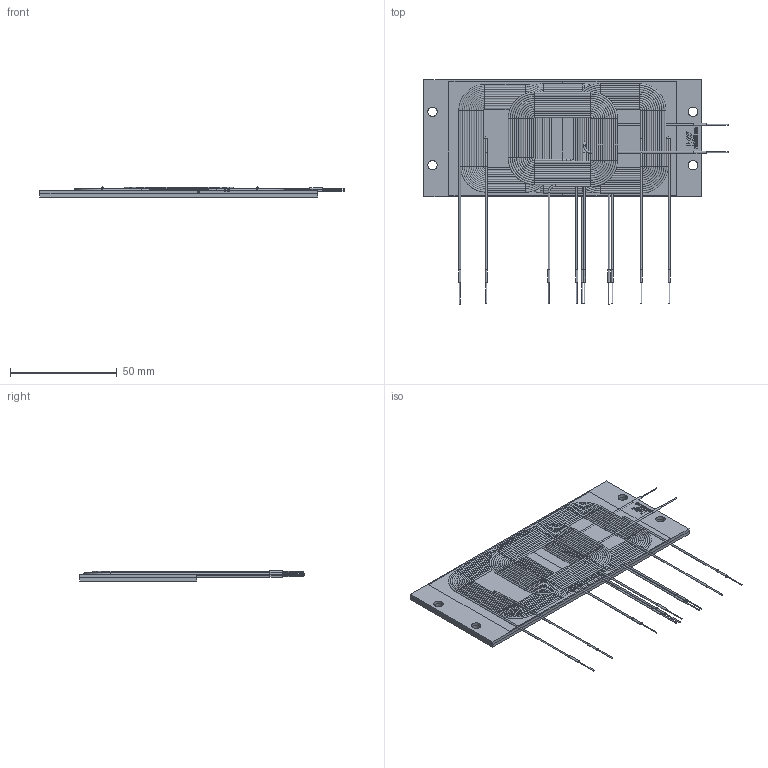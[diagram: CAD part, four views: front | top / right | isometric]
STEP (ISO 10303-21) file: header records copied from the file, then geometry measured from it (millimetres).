
FILE_DESCRIPTION( ( 'Unknown' ), '1' );
FILE_NAME( '760308106_A6.stp', 'Unknown', ( 'Unknown' ), ( 'Unknown' ), 'PSStep 14.0', 'Unknown', ' ' );
FILE_SCHEMA( ( 'AUTOMOTIVE_DESIGN { 1 0 10303 214 1 1 1 1 }' ) );
Length unit declared in the file: millimetre
Products named in the file (6): Assem1; Ferrite_Shielding; Coil 1; Coil 2; AL-layer; Coil 3
Bounding box: 142.4 x 105 x 4.72 mm (x, y, z)
Volume: 39394.3 mm3; surface area: 74699.5 mm2
Topology: 11 solids, 11 shells, 918 faces, 1884 edges, 1048 vertices
Faces by surface type: cylinder 352, torus 324, plane 194, extrusion 48
Full cylindrical faces by diameter (mm): 0.5 x12, 0.8 x320, 1 x12, 4.4 x8
Entity records: 14136 total; most frequent: CARTESIAN_POINT 2247, DIRECTION 1750, ORIENTED_EDGE 1162, EDGE_LOOP 842, FACE_OUTER_BOUND 804, AXIS2_PLACEMENT_3D 796, EDGE_CURVE 581, VERTEX_POINT 513
